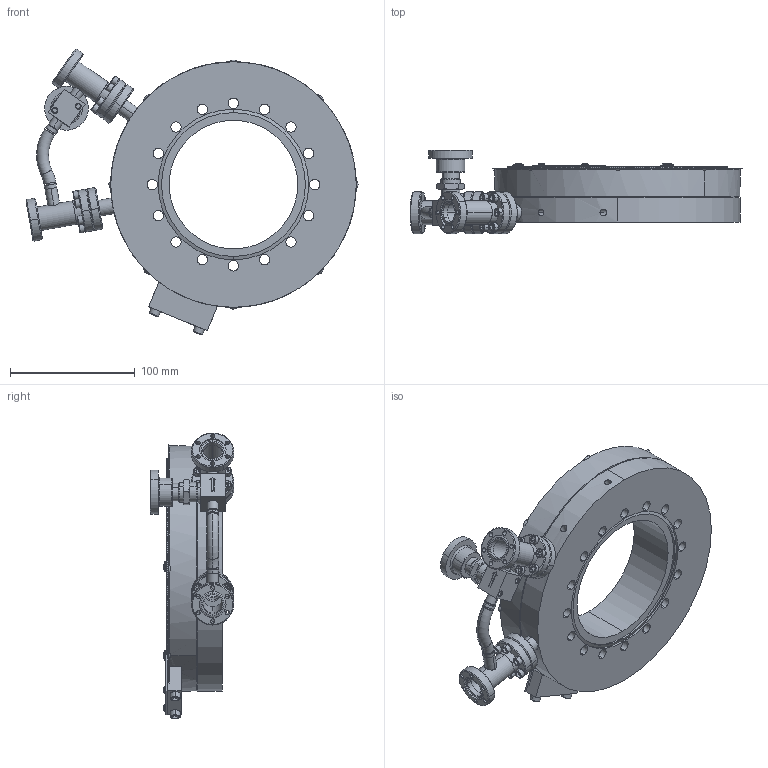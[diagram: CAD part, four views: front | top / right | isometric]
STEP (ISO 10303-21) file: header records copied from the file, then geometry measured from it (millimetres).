
FILE_DESCRIPTION (( 'STEP AP214' ), '1' );
FILE_NAME ('SLO-EX, RNN-400 WITH MANIFOLD.STEP', '2016-07-25T14:26:52', ( 'My Thermionics' ), ( '' ), 'SwSTEP 2.0', 'SolidWorks 2010', '' );
FILE_SCHEMA (( 'AUTOMOTIVE_DESIGN' ));
Length unit declared in the file: inch
Products named in the file (1): SLO-EX, RNN-400 WITH MANIFOLD
Bounding box: 266.07 x 66.93 x 229.17 mm (x, y, z)
Surface area: 171687.7 mm2 (no closed solid volume)
Topology: 0 solids, 69 shells, 1462 faces, 6146 edges, 4333 vertices
Faces by surface type: plane 1018, cylinder 268, cone 150, torus 14, sphere 10, bspline 2
Entity records: 82672 total; most frequent: CARTESIAN_POINT 13155, DIRECTION 10693, ORIENTED_EDGE 9435, EDGE_CURVE 6118, VERTEX_POINT 4333, VECTOR 4293, LINE 4293, AXIS2_PLACEMENT_3D 3200
